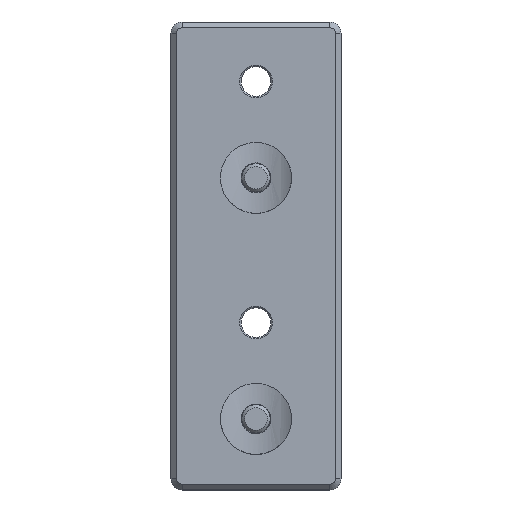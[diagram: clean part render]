
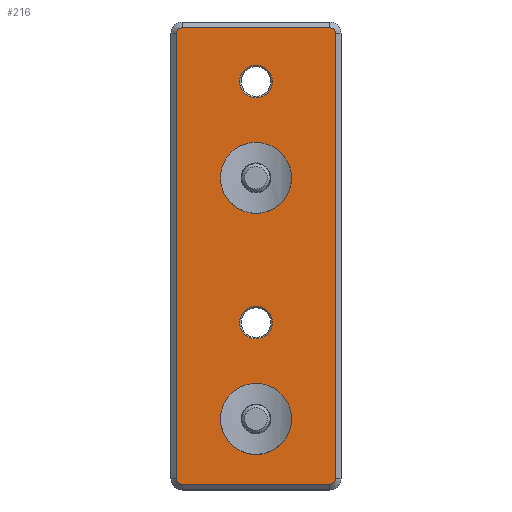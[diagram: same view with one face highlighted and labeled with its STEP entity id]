
A CAD part, top view. The second image highlights one B-rep face of the part: STEP entity #216.
In plain terms, the highlighted planar face has unit normal (0, 0, 1).
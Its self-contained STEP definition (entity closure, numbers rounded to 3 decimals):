
#35 = AXIS2_PLACEMENT_3D ( 'NONE', #19143, #9764, #6501 ) ;
#55 = FACE_OUTER_BOUND ( 'NONE', #11495, .T. ) ;
#126 = CARTESIAN_POINT ( 'NONE',  ( -26., -80.5, 10. ) ) ;
#137 = EDGE_CURVE ( 'NONE', #20307, #6017, #17592, .T. ) ;
#216 = ADVANCED_FACE ( 'NONE', ( #3515, #8716, #55, #796, #17351 ), #10995, .T. ) ;
#347 = VERTEX_POINT ( 'NONE', #9034 ) ;
#622 = EDGE_CURVE ( 'NONE', #1535, #20307, #2519, .T. ) ;
#796 = FACE_BOUND ( 'NONE', #17856, .T. ) ;
#1049 = ORIENTED_EDGE ( 'NONE', *, *, #622, .T. ) ;
#1126 = CARTESIAN_POINT ( 'NONE',  ( 0., -57.5, 10. ) ) ;
#1336 = DIRECTION ( 'NONE',  ( 0., 0., -1. ) ) ;
#1353 = EDGE_CURVE ( 'NONE', #6017, #15902, #6211, .T. ) ;
#1535 = VERTEX_POINT ( 'NONE', #13406 ) ;
#1620 = CARTESIAN_POINT ( 'NONE',  ( -26., 78.5, 10. ) ) ;
#1710 = VECTOR ( 'NONE', #14452, 1000. ) ;
#2519 = CIRCLE ( 'NONE', #19715, 2. ) ;
#2588 = CARTESIAN_POINT ( 'NONE',  ( 26., -80.5, 10. ) ) ;
#3067 = EDGE_CURVE ( 'NONE', #15902, #347, #5433, .T. ) ;
#3133 = DIRECTION ( 'NONE',  ( 1., 0., 0. ) ) ;
#3333 = DIRECTION ( 'NONE',  ( 0., 0., 1. ) ) ;
#3334 = DIRECTION ( 'NONE',  ( 0., 0., -1. ) ) ;
#3367 = CARTESIAN_POINT ( 'NONE',  ( -28., -78.5, 10. ) ) ;
#3515 = FACE_BOUND ( 'NONE', #13415, .T. ) ;
#4008 = VERTEX_POINT ( 'NONE', #126 ) ;
#4210 = AXIS2_PLACEMENT_3D ( 'NONE', #19553, #17916, #5284 ) ;
#4229 = DIRECTION ( 'NONE',  ( 0., 0., 1. ) ) ;
#4429 = DIRECTION ( 'NONE',  ( 1., 0., 0. ) ) ;
#4503 = VECTOR ( 'NONE', #5786, 1000. ) ;
#4585 = ORIENTED_EDGE ( 'NONE', *, *, #137, .T. ) ;
#4623 = DIRECTION ( 'NONE',  ( 1., 0., 0. ) ) ;
#4638 = EDGE_CURVE ( 'NONE', #10731, #10731, #16887, .T. ) ;
#4655 = CIRCLE ( 'NONE', #9362, 2. ) ;
#4816 = ORIENTED_EDGE ( 'NONE', *, *, #9185, .T. ) ;
#4958 = ORIENTED_EDGE ( 'NONE', *, *, #4638, .T. ) ;
#5193 = CIRCLE ( 'NONE', #19493, 5.75 ) ;
#5284 = DIRECTION ( 'NONE',  ( 1., 0., 0. ) ) ;
#5433 = LINE ( 'NONE', #3367, #7910 ) ;
#5624 = LINE ( 'NONE', #2588, #10852 ) ;
#5786 = DIRECTION ( 'NONE',  ( -1., 0., 0. ) ) ;
#6017 = VERTEX_POINT ( 'NONE', #10477 ) ;
#6211 = CIRCLE ( 'NONE', #6898, 2. ) ;
#6277 = CARTESIAN_POINT ( 'NONE',  ( -5.25, 27.5, 10. ) ) ;
#6501 = DIRECTION ( 'NONE',  ( 1., 0., 0. ) ) ;
#6898 = AXIS2_PLACEMENT_3D ( 'NONE', #1620, #3333, #14259 ) ;
#7164 = DIRECTION ( 'NONE',  ( -1., 0., 0. ) ) ;
#7167 = EDGE_LOOP ( 'NONE', ( #4958 ) ) ;
#7197 = EDGE_CURVE ( 'NONE', #19025, #19025, #11683, .T. ) ;
#7474 = CARTESIAN_POINT ( 'NONE',  ( -26., -78.5, 10. ) ) ;
#7535 = EDGE_CURVE ( 'NONE', #11058, #11058, #19088, .T. ) ;
#7593 = AXIS2_PLACEMENT_3D ( 'NONE', #13328, #16361, #7164 ) ;
#7910 = VECTOR ( 'NONE', #16403, 1000. ) ;
#8598 = CIRCLE ( 'NONE', #4210, 2. ) ;
#8716 = FACE_BOUND ( 'NONE', #7167, .T. ) ;
#8838 = CARTESIAN_POINT ( 'NONE',  ( 26., 80.5, 10. ) ) ;
#8996 = ORIENTED_EDGE ( 'NONE', *, *, #12806, .T. ) ;
#9034 = CARTESIAN_POINT ( 'NONE',  ( -28., -78.5, 10. ) ) ;
#9185 = EDGE_CURVE ( 'NONE', #18048, #18048, #5193, .T. ) ;
#9294 = ORIENTED_EDGE ( 'NONE', *, *, #3067, .T. ) ;
#9362 = AXIS2_PLACEMENT_3D ( 'NONE', #7474, #4229, #4429 ) ;
#9472 = DIRECTION ( 'NONE',  ( 0., 0., 1. ) ) ;
#9764 = DIRECTION ( 'NONE',  ( 0., 0., -1. ) ) ;
#10477 = CARTESIAN_POINT ( 'NONE',  ( -26., 80.5, 10. ) ) ;
#10543 = CARTESIAN_POINT ( 'NONE',  ( -28., 78.5, 10. ) ) ;
#10731 = VERTEX_POINT ( 'NONE', #17254 ) ;
#10852 = VECTOR ( 'NONE', #15719, 1000. ) ;
#10995 = PLANE ( 'NONE',  #13236 ) ;
#11058 = VERTEX_POINT ( 'NONE', #6277 ) ;
#11114 = LINE ( 'NONE', #11288, #1710 ) ;
#11288 = CARTESIAN_POINT ( 'NONE',  ( 28., 78.5, 10. ) ) ;
#11495 = EDGE_LOOP ( 'NONE', ( #17967, #9294, #13330, #13407, #17423, #8996, #1049, #4585 ) ) ;
#11683 = CIRCLE ( 'NONE', #20280, 5.25 ) ;
#11714 = EDGE_LOOP ( 'NONE', ( #14261 ) ) ;
#12757 = CARTESIAN_POINT ( 'NONE',  ( 26., 78.5, 10. ) ) ;
#12806 = EDGE_CURVE ( 'NONE', #19204, #1535, #11114, .T. ) ;
#13236 = AXIS2_PLACEMENT_3D ( 'NONE', #20350, #9472, #4623 ) ;
#13328 = CARTESIAN_POINT ( 'NONE',  ( 0., 27.5, 10. ) ) ;
#13330 = ORIENTED_EDGE ( 'NONE', *, *, #13811, .T. ) ;
#13406 = CARTESIAN_POINT ( 'NONE',  ( 28., 78.5, 10. ) ) ;
#13407 = ORIENTED_EDGE ( 'NONE', *, *, #13476, .T. ) ;
#13415 = EDGE_LOOP ( 'NONE', ( #4816 ) ) ;
#13476 = EDGE_CURVE ( 'NONE', #4008, #18041, #5624, .T. ) ;
#13676 = CARTESIAN_POINT ( 'NONE',  ( -26., 80.5, 10. ) ) ;
#13691 = CARTESIAN_POINT ( 'NONE',  ( 26., -80.5, 10. ) ) ;
#13811 = EDGE_CURVE ( 'NONE', #347, #4008, #4655, .T. ) ;
#14093 = CARTESIAN_POINT ( 'NONE',  ( 5.75, 61.5, 10. ) ) ;
#14194 = CARTESIAN_POINT ( 'NONE',  ( 0., 61.5, 10. ) ) ;
#14259 = DIRECTION ( 'NONE',  ( 1., 0., 0. ) ) ;
#14261 = ORIENTED_EDGE ( 'NONE', *, *, #7535, .T. ) ;
#14452 = DIRECTION ( 'NONE',  ( 0., 1., 0. ) ) ;
#14750 = EDGE_CURVE ( 'NONE', #18041, #19204, #8598, .T. ) ;
#15409 = DIRECTION ( 'NONE',  ( -1., 0., 0. ) ) ;
#15658 = DIRECTION ( 'NONE',  ( 0., 0., 1. ) ) ;
#15719 = DIRECTION ( 'NONE',  ( 1., 0., 0. ) ) ;
#15902 = VERTEX_POINT ( 'NONE', #10543 ) ;
#16361 = DIRECTION ( 'NONE',  ( 0., 0., -1. ) ) ;
#16403 = DIRECTION ( 'NONE',  ( 0., -1., 0. ) ) ;
#16887 = CIRCLE ( 'NONE', #35, 5.75 ) ;
#17234 = DIRECTION ( 'NONE',  ( 1., 0., 0. ) ) ;
#17254 = CARTESIAN_POINT ( 'NONE',  ( 5.75, -23.5, 10. ) ) ;
#17351 = FACE_BOUND ( 'NONE', #11714, .T. ) ;
#17423 = ORIENTED_EDGE ( 'NONE', *, *, #14750, .T. ) ;
#17592 = LINE ( 'NONE', #13676, #4503 ) ;
#17856 = EDGE_LOOP ( 'NONE', ( #18770 ) ) ;
#17916 = DIRECTION ( 'NONE',  ( 0., 0., 1. ) ) ;
#17967 = ORIENTED_EDGE ( 'NONE', *, *, #1353, .T. ) ;
#18041 = VERTEX_POINT ( 'NONE', #13691 ) ;
#18048 = VERTEX_POINT ( 'NONE', #14093 ) ;
#18770 = ORIENTED_EDGE ( 'NONE', *, *, #7197, .T. ) ;
#19012 = CARTESIAN_POINT ( 'NONE',  ( 28., -78.5, 10. ) ) ;
#19025 = VERTEX_POINT ( 'NONE', #19065 ) ;
#19065 = CARTESIAN_POINT ( 'NONE',  ( -5.25, -57.5, 10. ) ) ;
#19088 = CIRCLE ( 'NONE', #7593, 5.25 ) ;
#19143 = CARTESIAN_POINT ( 'NONE',  ( 0., -23.5, 10. ) ) ;
#19204 = VERTEX_POINT ( 'NONE', #19012 ) ;
#19493 = AXIS2_PLACEMENT_3D ( 'NONE', #14194, #3334, #3133 ) ;
#19553 = CARTESIAN_POINT ( 'NONE',  ( 26., -78.5, 10. ) ) ;
#19715 = AXIS2_PLACEMENT_3D ( 'NONE', #12757, #15658, #17234 ) ;
#20280 = AXIS2_PLACEMENT_3D ( 'NONE', #1126, #1336, #15409 ) ;
#20307 = VERTEX_POINT ( 'NONE', #8838 ) ;
#20350 = CARTESIAN_POINT ( 'NONE',  ( 0., 0., 10. ) ) ;
